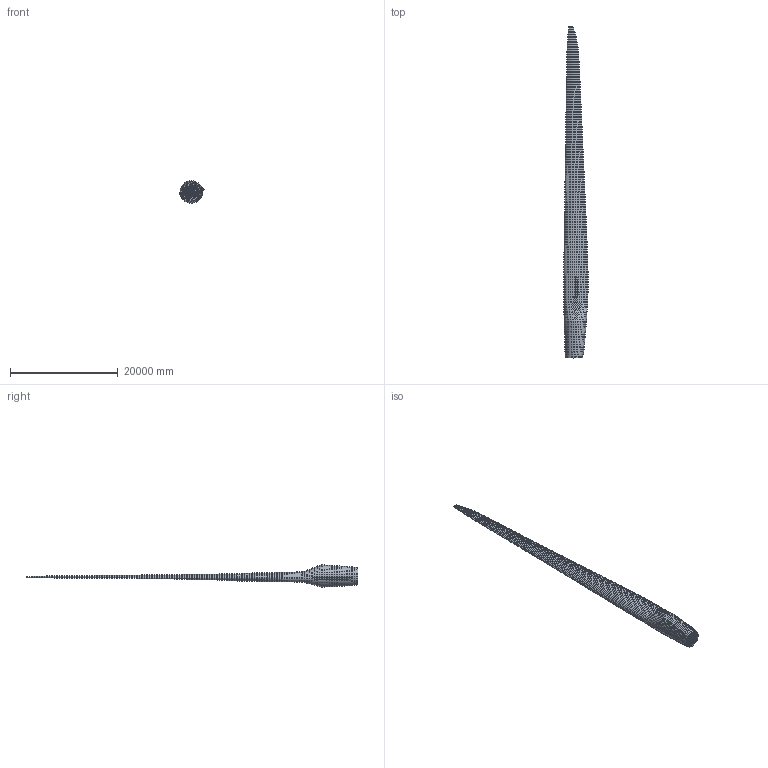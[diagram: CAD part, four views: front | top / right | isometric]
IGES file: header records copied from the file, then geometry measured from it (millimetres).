
Start section: SolidWorks IGES file using analytic representation for surfaces
Global section: file name: 5mw blade.IGS; native system: SolidWorks 2015; preprocessor: SolidWorks 2015; author: admin; date: 160801.111252; units: metre
Bounding box: 4556.77 x 61500 x 4161.77 mm (x, y, z)
Surface area: 497940201.4 mm2 (no closed solid volume)
Topology: 0 solids, 0 shells, 15429 faces, 46287 edges, 46287 vertices
Faces by surface type: bspline 15429
